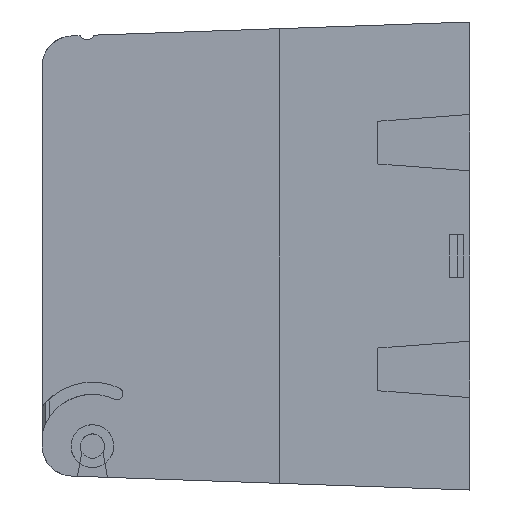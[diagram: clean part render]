
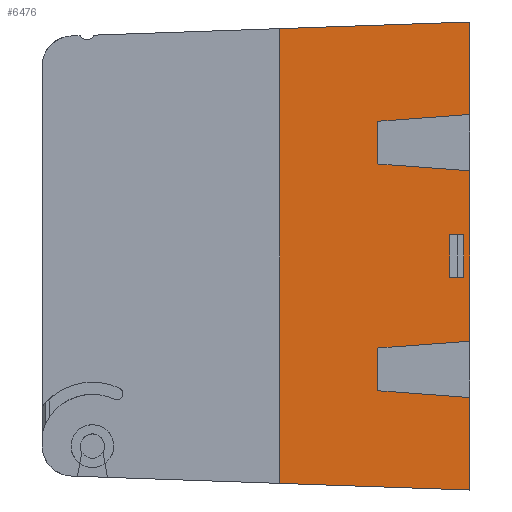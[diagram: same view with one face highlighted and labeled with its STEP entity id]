
A CAD part, left-side view. The second image highlights one B-rep face of the part: STEP entity #6476.
In plain terms, the highlighted planar face has unit normal (1, 0, 0).
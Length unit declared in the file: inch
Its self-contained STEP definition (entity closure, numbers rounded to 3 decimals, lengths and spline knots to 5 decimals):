
#37 = CARTESIAN_POINT ( 'NONE',  ( -0.465, 0.133, -0.5 ) ) ;
#405 = EDGE_CURVE ( 'NONE', #2755, #9189, #8582, .T. ) ;
#534 = VERTEX_POINT ( 'NONE', #3784 ) ;
#601 = CARTESIAN_POINT ( 'NONE',  ( -0.465, 0.04, 0.14 ) ) ;
#726 = DIRECTION ( 'NONE',  ( 0., 0., 1. ) ) ;
#828 = CARTESIAN_POINT ( 'NONE',  ( -0.465, 1.25, 1.49391 ) ) ;
#1056 = CARTESIAN_POINT ( 'NONE',  ( -0.465, 0., 1.4375 ) ) ;
#1171 = ORIENTED_EDGE ( 'NONE', *, *, #8079, .F. ) ;
#1184 = DIRECTION ( 'NONE',  ( 0., 0.999, -0.035 ) ) ;
#1201 = EDGE_CURVE ( 'NONE', #2644, #2755, #2323, .T. ) ;
#1240 = VERTEX_POINT ( 'NONE', #601 ) ;
#1247 = CARTESIAN_POINT ( 'NONE',  ( -0.465, 0.00349, 1.53744 ) ) ;
#1472 = ORIENTED_EDGE ( 'NONE', *, *, #11900, .F. ) ;
#1602 = CARTESIAN_POINT ( 'NONE',  ( -0.465, 0., 1.4375 ) ) ;
#1736 = DIRECTION ( 'NONE',  ( 0., 0., 1. ) ) ;
#1753 = VECTOR ( 'NONE', #10043, 39.37008 ) ;
#1755 = ORIENTED_EDGE ( 'NONE', *, *, #11936, .F. ) ;
#1788 = ORIENTED_EDGE ( 'NONE', *, *, #12193, .F. ) ;
#2003 = VECTOR ( 'NONE', #6786, 39.37008 ) ;
#2015 = DIRECTION ( 'NONE',  ( 0., 0.997, 0.074 ) ) ;
#2112 = CARTESIAN_POINT ( 'NONE',  ( -0.465, 0., 1.53756 ) ) ;
#2323 = LINE ( 'NONE', #1247, #2388 ) ;
#2388 = VECTOR ( 'NONE', #1184, 39.37008 ) ;
#2508 = EDGE_CURVE ( 'NONE', #9327, #12510, #11578, .T. ) ;
#2510 = VECTOR ( 'NONE', #12682, 39.37008 ) ;
#2644 = VERTEX_POINT ( 'NONE', #2112 ) ;
#2720 = LINE ( 'NONE', #6128, #14153 ) ;
#2725 = CARTESIAN_POINT ( 'NONE',  ( -0.465, 0.594, -0.14 ) ) ;
#2755 = VERTEX_POINT ( 'NONE', #828 ) ;
#3228 = VERTEX_POINT ( 'NONE', #7786 ) ;
#3293 = CARTESIAN_POINT ( 'NONE',  ( -0.465, 0.594, -0.5 ) ) ;
#3357 = DIRECTION ( 'NONE',  ( 0., -0.997, 0.074 ) ) ;
#3630 = CARTESIAN_POINT ( 'NONE',  ( -0.465, 0.604, -0.60477 ) ) ;
#3647 = VECTOR ( 'NONE', #2015, 39.37008 ) ;
#3687 = CARTESIAN_POINT ( 'NONE',  ( -0.465, 0.04, -0.14 ) ) ;
#3723 = CARTESIAN_POINT ( 'NONE',  ( -0.465, 1.25, 3.60036 ) ) ;
#3730 = DIRECTION ( 'NONE',  ( 0., -0.997, 0.074 ) ) ;
#3784 = CARTESIAN_POINT ( 'NONE',  ( -0.465, 0.604, 0.88523 ) ) ;
#3946 = VERTEX_POINT ( 'NONE', #5844 ) ;
#4116 = DIRECTION ( 'NONE',  ( 0., 0.997, 0.074 ) ) ;
#4343 = VECTOR ( 'NONE', #3730, 39.37008 ) ;
#4393 = DIRECTION ( 'NONE',  ( 0., 0., 1. ) ) ;
#4414 = CARTESIAN_POINT ( 'NONE',  ( -0.465, 0.604, 0.88523 ) ) ;
#4578 = EDGE_CURVE ( 'NONE', #9184, #1240, #12380, .T. ) ;
#4640 = VECTOR ( 'NONE', #7146, 39.37008 ) ;
#4664 = CARTESIAN_POINT ( 'NONE',  ( -0.465, 1.25, -1.49391 ) ) ;
#4670 = CARTESIAN_POINT ( 'NONE',  ( -0.465, 0.04, -0.5 ) ) ;
#4681 = LINE ( 'NONE', #37, #1753 ) ;
#4799 = VECTOR ( 'NONE', #726, 39.37008 ) ;
#4961 = LINE ( 'NONE', #12347, #2003 ) ;
#5439 = VERTEX_POINT ( 'NONE', #14339 ) ;
#5785 = LINE ( 'NONE', #4670, #8711 ) ;
#5838 = EDGE_CURVE ( 'NONE', #1240, #11709, #5785, .T. ) ;
#5842 = CARTESIAN_POINT ( 'NONE',  ( -0.465, 0.133, 0.14 ) ) ;
#5844 = CARTESIAN_POINT ( 'NONE',  ( -0.465, 0.133, -0.14 ) ) ;
#5971 = EDGE_CURVE ( 'NONE', #534, #12421, #14085, .T. ) ;
#5978 = CARTESIAN_POINT ( 'NONE',  ( -0.465, 0., 0.93 ) ) ;
#6002 = VECTOR ( 'NONE', #4116, 39.37008 ) ;
#6064 = VECTOR ( 'NONE', #8214, 39.37008 ) ;
#6128 = CARTESIAN_POINT ( 'NONE',  ( -0.465, 0.604, -0.5 ) ) ;
#6135 = LINE ( 'NONE', #1056, #9075 ) ;
#6155 = CARTESIAN_POINT ( 'NONE',  ( -0.465, 0., -0.56 ) ) ;
#6196 = EDGE_CURVE ( 'NONE', #11709, #3946, #11481, .T. ) ;
#6323 = LINE ( 'NONE', #8568, #6002 ) ;
#6364 = CARTESIAN_POINT ( 'NONE',  ( -0.465, 0., -1.53756 ) ) ;
#6388 = CARTESIAN_POINT ( 'NONE',  ( -0.465, 0., 0.56 ) ) ;
#6476 = ADVANCED_FACE ( 'NONE', ( #7431, #13016 ), #12117, .F. ) ;
#6555 = LINE ( 'NONE', #6388, #3647 ) ;
#6608 = ORIENTED_EDGE ( 'NONE', *, *, #5971, .F. ) ;
#6775 = DIRECTION ( 'NONE',  ( 0., 0., -1. ) ) ;
#6786 = DIRECTION ( 'NONE',  ( 0., -0.999, -0.035 ) ) ;
#7053 = EDGE_CURVE ( 'NONE', #3946, #9184, #4681, .T. ) ;
#7146 = DIRECTION ( 'NONE',  ( 0., 0., 1. ) ) ;
#7250 = EDGE_CURVE ( 'NONE', #12421, #2644, #7420, .T. ) ;
#7420 = LINE ( 'NONE', #13746, #6064 ) ;
#7431 = FACE_BOUND ( 'NONE', #12211, .T. ) ;
#7487 = EDGE_CURVE ( 'NONE', #5439, #13546, #6555, .T. ) ;
#7556 = LINE ( 'NONE', #1602, #4640 ) ;
#7667 = DIRECTION ( 'NONE',  ( 0., 0., 1. ) ) ;
#7696 = ORIENTED_EDGE ( 'NONE', *, *, #2508, .F. ) ;
#7786 = CARTESIAN_POINT ( 'NONE',  ( -0.465, 0.604, -0.88523 ) ) ;
#7808 = VECTOR ( 'NONE', #3357, 39.37008 ) ;
#8079 = EDGE_CURVE ( 'NONE', #12510, #5439, #7556, .T. ) ;
#8214 = DIRECTION ( 'NONE',  ( 0., 0., 1. ) ) ;
#8288 = VERTEX_POINT ( 'NONE', #6364 ) ;
#8301 = ORIENTED_EDGE ( 'NONE', *, *, #5838, .F. ) ;
#8328 = ORIENTED_EDGE ( 'NONE', *, *, #4578, .F. ) ;
#8568 = CARTESIAN_POINT ( 'NONE',  ( -0.465, 0., -0.93 ) ) ;
#8582 = LINE ( 'NONE', #3723, #2510 ) ;
#8599 = ORIENTED_EDGE ( 'NONE', *, *, #8799, .F. ) ;
#8711 = VECTOR ( 'NONE', #6775, 39.37008 ) ;
#8799 = EDGE_CURVE ( 'NONE', #3228, #9327, #2720, .T. ) ;
#9075 = VECTOR ( 'NONE', #7667, 39.37008 ) ;
#9184 = VERTEX_POINT ( 'NONE', #5842 ) ;
#9189 = VERTEX_POINT ( 'NONE', #4664 ) ;
#9327 = VERTEX_POINT ( 'NONE', #12765 ) ;
#9377 = ORIENTED_EDGE ( 'NONE', *, *, #6196, .F. ) ;
#9449 = VECTOR ( 'NONE', #13419, 39.37008 ) ;
#10043 = DIRECTION ( 'NONE',  ( 0., 0., 1. ) ) ;
#10071 = CARTESIAN_POINT ( 'NONE',  ( -0.465, 0.594, 0.14 ) ) ;
#10409 = ORIENTED_EDGE ( 'NONE', *, *, #1201, .F. ) ;
#10572 = CARTESIAN_POINT ( 'NONE',  ( -0.465, 0., -0.93 ) ) ;
#10692 = LINE ( 'NONE', #14009, #4799 ) ;
#10724 = ORIENTED_EDGE ( 'NONE', *, *, #12805, .F. ) ;
#11040 = DIRECTION ( 'NONE',  ( -1., 0., 0. ) ) ;
#11481 = LINE ( 'NONE', #2725, #14072 ) ;
#11578 = LINE ( 'NONE', #3630, #4343 ) ;
#11603 = DIRECTION ( 'NONE',  ( 0., 1., 0. ) ) ;
#11709 = VERTEX_POINT ( 'NONE', #3687 ) ;
#11789 = VERTEX_POINT ( 'NONE', #10572 ) ;
#11870 = AXIS2_PLACEMENT_3D ( 'NONE', #3293, #11040, #4393 ) ;
#11900 = EDGE_CURVE ( 'NONE', #13546, #534, #10692, .T. ) ;
#11936 = EDGE_CURVE ( 'NONE', #11789, #3228, #6323, .T. ) ;
#12117 = PLANE ( 'NONE',  #11870 ) ;
#12193 = EDGE_CURVE ( 'NONE', #9189, #8288, #4961, .T. ) ;
#12211 = EDGE_LOOP ( 'NONE', ( #13515, #9377, #8301, #8328 ) ) ;
#12232 = EDGE_LOOP ( 'NONE', ( #1755, #10724, #1788, #13558, #10409, #12741, #6608, #1472, #12415, #1171, #7696, #8599 ) ) ;
#12347 = CARTESIAN_POINT ( 'NONE',  ( -0.465, 0.00349, -1.53744 ) ) ;
#12380 = LINE ( 'NONE', #10071, #9449 ) ;
#12415 = ORIENTED_EDGE ( 'NONE', *, *, #7487, .F. ) ;
#12421 = VERTEX_POINT ( 'NONE', #5978 ) ;
#12510 = VERTEX_POINT ( 'NONE', #6155 ) ;
#12682 = DIRECTION ( 'NONE',  ( 0., 0., -1. ) ) ;
#12741 = ORIENTED_EDGE ( 'NONE', *, *, #7250, .F. ) ;
#12765 = CARTESIAN_POINT ( 'NONE',  ( -0.465, 0.604, -0.60477 ) ) ;
#12805 = EDGE_CURVE ( 'NONE', #8288, #11789, #6135, .T. ) ;
#13016 = FACE_OUTER_BOUND ( 'NONE', #12232, .T. ) ;
#13419 = DIRECTION ( 'NONE',  ( 0., -1., 0. ) ) ;
#13515 = ORIENTED_EDGE ( 'NONE', *, *, #7053, .F. ) ;
#13546 = VERTEX_POINT ( 'NONE', #13742 ) ;
#13558 = ORIENTED_EDGE ( 'NONE', *, *, #405, .F. ) ;
#13742 = CARTESIAN_POINT ( 'NONE',  ( -0.465, 0.604, 0.60477 ) ) ;
#13746 = CARTESIAN_POINT ( 'NONE',  ( -0.465, 0., 1.4375 ) ) ;
#14009 = CARTESIAN_POINT ( 'NONE',  ( -0.465, 0.604, -0.5 ) ) ;
#14072 = VECTOR ( 'NONE', #11603, 39.37008 ) ;
#14085 = LINE ( 'NONE', #4414, #7808 ) ;
#14153 = VECTOR ( 'NONE', #1736, 39.37008 ) ;
#14339 = CARTESIAN_POINT ( 'NONE',  ( -0.465, 0., 0.56 ) ) ;
